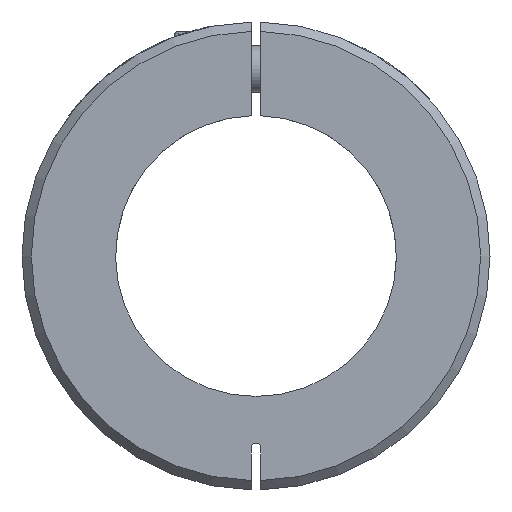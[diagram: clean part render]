
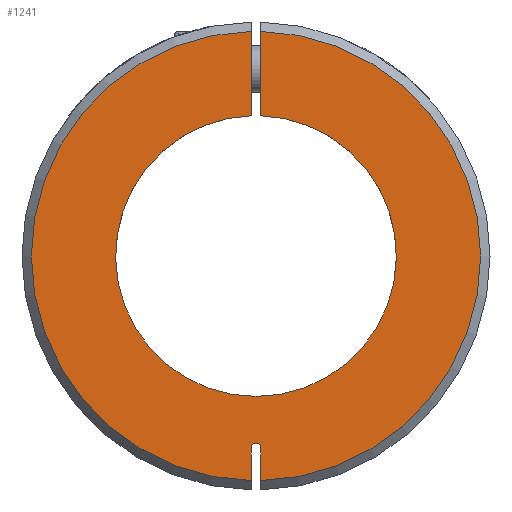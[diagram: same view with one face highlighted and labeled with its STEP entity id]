
A CAD part, left-side view. The second image highlights one B-rep face of the part: STEP entity #1241.
In plain terms, the highlighted planar face has unit normal (-1, 0, 0).
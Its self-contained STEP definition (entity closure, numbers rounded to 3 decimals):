
#81 = PLANE ( 'NONE',  #1337 ) ;
#246 = CARTESIAN_POINT ( 'NONE',  ( -75., 1., 47.99 ) ) ;
#453 = CARTESIAN_POINT ( 'NONE',  ( -75., -1., 47.99 ) ) ;
#694 = ORIENTED_EDGE ( 'NONE', *, *, #2647, .T. ) ;
#955 = CARTESIAN_POINT ( 'NONE',  ( -75., 1., 50. ) ) ;
#971 = CIRCLE ( 'NONE', #1844, 30. ) ;
#1054 = AXIS2_PLACEMENT_3D ( 'NONE', #7154, #7663, #1808 ) ;
#1178 = AXIS2_PLACEMENT_3D ( 'NONE', #7380, #1444, #6096 ) ;
#1238 = EDGE_CURVE ( 'NONE', #2011, #4804, #971, .T. ) ;
#1241 = ADVANCED_FACE ( 'NONE', ( #1746 ), #81, .F. ) ;
#1271 = CIRCLE ( 'NONE', #6723, 1. ) ;
#1295 = ORIENTED_EDGE ( 'NONE', *, *, #6258, .T. ) ;
#1337 = AXIS2_PLACEMENT_3D ( 'NONE', #5819, #6472, #2994 ) ;
#1413 = DIRECTION ( 'NONE',  ( 0., 0., -1. ) ) ;
#1444 = DIRECTION ( 'NONE',  ( 1., 0., 0. ) ) ;
#1498 = VECTOR ( 'NONE', #7593, 1000. ) ;
#1550 = CIRCLE ( 'NONE', #1178, 1. ) ;
#1598 = CARTESIAN_POINT ( 'NONE',  ( -75., 0., -40. ) ) ;
#1746 = FACE_OUTER_BOUND ( 'NONE', #2465, .T. ) ;
#1806 = ORIENTED_EDGE ( 'NONE', *, *, #5223, .T. ) ;
#1808 = DIRECTION ( 'NONE',  ( 0., 0., -1. ) ) ;
#1844 = AXIS2_PLACEMENT_3D ( 'NONE', #6503, #3605, #2329 ) ;
#2011 = VERTEX_POINT ( 'NONE', #5339 ) ;
#2329 = DIRECTION ( 'NONE',  ( 0., 0., 1. ) ) ;
#2465 = EDGE_LOOP ( 'NONE', ( #3308, #2809, #7011, #694, #5558, #1295, #1806, #6144, #2830 ) ) ;
#2626 = DIRECTION ( 'NONE',  ( 0., 0., 1. ) ) ;
#2647 = EDGE_CURVE ( 'NONE', #3734, #3404, #3965, .T. ) ;
#2809 = ORIENTED_EDGE ( 'NONE', *, *, #6462, .T. ) ;
#2830 = ORIENTED_EDGE ( 'NONE', *, *, #3292, .T. ) ;
#2994 = DIRECTION ( 'NONE',  ( 0., 0., -1. ) ) ;
#3057 = EDGE_CURVE ( 'NONE', #5200, #3734, #5541, .T. ) ;
#3243 = VERTEX_POINT ( 'NONE', #3863 ) ;
#3274 = CARTESIAN_POINT ( 'NONE',  ( -75., 1., -47.99 ) ) ;
#3292 = EDGE_CURVE ( 'NONE', #3924, #4804, #6770, .T. ) ;
#3308 = ORIENTED_EDGE ( 'NONE', *, *, #1238, .F. ) ;
#3404 = VERTEX_POINT ( 'NONE', #4422 ) ;
#3482 = VERTEX_POINT ( 'NONE', #4536 ) ;
#3523 = EDGE_CURVE ( 'NONE', #3482, #3924, #6607, .T. ) ;
#3605 = DIRECTION ( 'NONE',  ( -1., 0., 0. ) ) ;
#3634 = DIRECTION ( 'NONE',  ( 0., 0., -1. ) ) ;
#3734 = VERTEX_POINT ( 'NONE', #3274 ) ;
#3863 = CARTESIAN_POINT ( 'NONE',  ( -75., -1., -41. ) ) ;
#3924 = VERTEX_POINT ( 'NONE', #453 ) ;
#3965 = LINE ( 'NONE', #6915, #7169 ) ;
#4161 = CARTESIAN_POINT ( 'NONE',  ( -75., 0., -41. ) ) ;
#4422 = CARTESIAN_POINT ( 'NONE',  ( -75., 1., -41. ) ) ;
#4423 = AXIS2_PLACEMENT_3D ( 'NONE', #6990, #4635, #5264 ) ;
#4536 = CARTESIAN_POINT ( 'NONE',  ( -75., -1., -47.99 ) ) ;
#4563 = CARTESIAN_POINT ( 'NONE',  ( -75., -1., 29.983 ) ) ;
#4596 = VECTOR ( 'NONE', #2626, 1000. ) ;
#4635 = DIRECTION ( 'NONE',  ( -1., 0., 0. ) ) ;
#4754 = VECTOR ( 'NONE', #1413, 1000. ) ;
#4804 = VERTEX_POINT ( 'NONE', #4563 ) ;
#4923 = CARTESIAN_POINT ( 'NONE',  ( -75., -1., 50. ) ) ;
#4960 = LINE ( 'NONE', #955, #4596 ) ;
#5200 = VERTEX_POINT ( 'NONE', #246 ) ;
#5223 = EDGE_CURVE ( 'NONE', #3243, #3482, #5248, .T. ) ;
#5248 = LINE ( 'NONE', #6929, #1498 ) ;
#5264 = DIRECTION ( 'NONE',  ( 0., 0., -1. ) ) ;
#5339 = CARTESIAN_POINT ( 'NONE',  ( -75., 1., 29.983 ) ) ;
#5541 = CIRCLE ( 'NONE', #4423, 48. ) ;
#5558 = ORIENTED_EDGE ( 'NONE', *, *, #6862, .T. ) ;
#5752 = VERTEX_POINT ( 'NONE', #1598 ) ;
#5796 = DIRECTION ( 'NONE',  ( 0., 0., 1. ) ) ;
#5819 = CARTESIAN_POINT ( 'NONE',  ( -75., 50., 0. ) ) ;
#6096 = DIRECTION ( 'NONE',  ( 0., 0., -1. ) ) ;
#6144 = ORIENTED_EDGE ( 'NONE', *, *, #3523, .T. ) ;
#6258 = EDGE_CURVE ( 'NONE', #5752, #3243, #1271, .T. ) ;
#6462 = EDGE_CURVE ( 'NONE', #2011, #5200, #4960, .T. ) ;
#6472 = DIRECTION ( 'NONE',  ( 1., 0., 0. ) ) ;
#6503 = CARTESIAN_POINT ( 'NONE',  ( -75., 0., 0. ) ) ;
#6607 = CIRCLE ( 'NONE', #1054, 48. ) ;
#6723 = AXIS2_PLACEMENT_3D ( 'NONE', #4161, #7201, #3634 ) ;
#6770 = LINE ( 'NONE', #4923, #4754 ) ;
#6862 = EDGE_CURVE ( 'NONE', #3404, #5752, #1550, .T. ) ;
#6915 = CARTESIAN_POINT ( 'NONE',  ( -75., 1., -40. ) ) ;
#6929 = CARTESIAN_POINT ( 'NONE',  ( -75., -1., -40. ) ) ;
#6990 = CARTESIAN_POINT ( 'NONE',  ( -75., 0., 0. ) ) ;
#7011 = ORIENTED_EDGE ( 'NONE', *, *, #3057, .T. ) ;
#7154 = CARTESIAN_POINT ( 'NONE',  ( -75., 0., 0. ) ) ;
#7169 = VECTOR ( 'NONE', #5796, 1000. ) ;
#7201 = DIRECTION ( 'NONE',  ( 1., 0., 0. ) ) ;
#7380 = CARTESIAN_POINT ( 'NONE',  ( -75., 0., -41. ) ) ;
#7593 = DIRECTION ( 'NONE',  ( 0., 0., -1. ) ) ;
#7663 = DIRECTION ( 'NONE',  ( -1., 0., 0. ) ) ;
